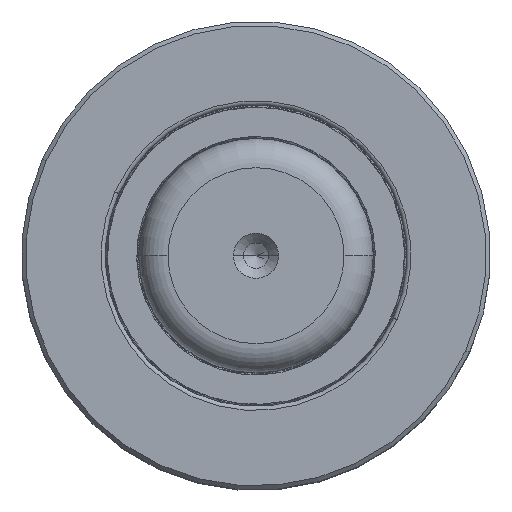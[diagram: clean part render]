
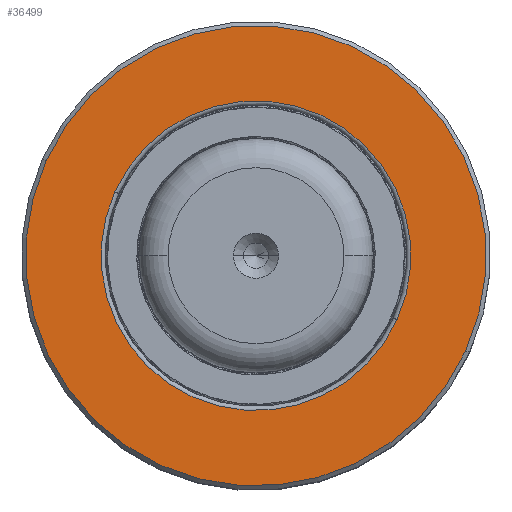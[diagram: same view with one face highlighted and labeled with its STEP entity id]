
A CAD part, top view. The second image highlights one B-rep face of the part: STEP entity #36499.
In plain terms, the highlighted face is planar.
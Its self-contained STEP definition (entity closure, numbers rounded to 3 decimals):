
#740 = CARTESIAN_POINT ( 'NONE',  ( 0., 33.687, 18.5 ) ) ;
#1232 = CIRCLE ( 'NONE', #44567, 18.5 ) ;
#1547 = DIRECTION ( 'NONE',  ( 0., -1., 0. ) ) ;
#1827 = ORIENTED_EDGE ( 'NONE', *, *, #6234, .T. ) ;
#2457 = ORIENTED_EDGE ( 'NONE', *, *, #41548, .F. ) ;
#6234 = EDGE_CURVE ( 'NONE', #42757, #23953, #22025, .T. ) ;
#6503 = VERTEX_POINT ( 'NONE', #44842 ) ;
#7111 = CARTESIAN_POINT ( 'NONE',  ( 0., 33.687, 0. ) ) ;
#8522 = EDGE_CURVE ( 'NONE', #6503, #46882, #20139, .T. ) ;
#8896 = DIRECTION ( 'NONE',  ( 0., 0., 1. ) ) ;
#9048 = AXIS2_PLACEMENT_3D ( 'NONE', #51163, #35180, #26616 ) ;
#9431 = EDGE_LOOP ( 'NONE', ( #1827, #32404 ) ) ;
#10484 = CARTESIAN_POINT ( 'NONE',  ( 0., 33.687, -18.5 ) ) ;
#11331 = CARTESIAN_POINT ( 'NONE',  ( 0., 33.687, 0. ) ) ;
#14397 = CARTESIAN_POINT ( 'NONE',  ( 0., 33.687, -27.5 ) ) ;
#17248 = CARTESIAN_POINT ( 'NONE',  ( 0., 33.687, 0. ) ) ;
#17601 = DIRECTION ( 'NONE',  ( 0., 0., -1. ) ) ;
#18087 = AXIS2_PLACEMENT_3D ( 'NONE', #37334, #33737, #8896 ) ;
#19480 = EDGE_CURVE ( 'NONE', #23953, #42757, #1232, .T. ) ;
#19761 = FACE_BOUND ( 'NONE', #9431, .T. ) ;
#20139 = CIRCLE ( 'NONE', #25161, 27.5 ) ;
#22025 = CIRCLE ( 'NONE', #9048, 18.5 ) ;
#23953 = VERTEX_POINT ( 'NONE', #740 ) ;
#25161 = AXIS2_PLACEMENT_3D ( 'NONE', #17248, #1547, #17601 ) ;
#26616 = DIRECTION ( 'NONE',  ( 0., 0., -1. ) ) ;
#27280 = DIRECTION ( 'NONE',  ( 0., 0., -1. ) ) ;
#27850 = DIRECTION ( 'NONE',  ( 0., -1., 0. ) ) ;
#28760 = PLANE ( 'NONE',  #18087 ) ;
#32404 = ORIENTED_EDGE ( 'NONE', *, *, #19480, .T. ) ;
#33737 = DIRECTION ( 'NONE',  ( 0., 1., 0. ) ) ;
#35180 = DIRECTION ( 'NONE',  ( 0., -1., 0. ) ) ;
#35724 = DIRECTION ( 'NONE',  ( 0., 0., -1. ) ) ;
#36499 = ADVANCED_FACE ( 'NONE', ( #19761, #40217 ), #28760, .T. ) ;
#37334 = CARTESIAN_POINT ( 'NONE',  ( 27.5, 33.687, 0. ) ) ;
#38796 = AXIS2_PLACEMENT_3D ( 'NONE', #11331, #48058, #27280 ) ;
#38825 = EDGE_LOOP ( 'NONE', ( #2457, #43092 ) ) ;
#40217 = FACE_OUTER_BOUND ( 'NONE', #38825, .T. ) ;
#41548 = EDGE_CURVE ( 'NONE', #46882, #6503, #47765, .T. ) ;
#42757 = VERTEX_POINT ( 'NONE', #10484 ) ;
#43092 = ORIENTED_EDGE ( 'NONE', *, *, #8522, .F. ) ;
#44567 = AXIS2_PLACEMENT_3D ( 'NONE', #7111, #27850, #35724 ) ;
#44842 = CARTESIAN_POINT ( 'NONE',  ( 0., 33.687, 27.5 ) ) ;
#46882 = VERTEX_POINT ( 'NONE', #14397 ) ;
#47765 = CIRCLE ( 'NONE', #38796, 27.5 ) ;
#48058 = DIRECTION ( 'NONE',  ( 0., -1., 0. ) ) ;
#51163 = CARTESIAN_POINT ( 'NONE',  ( 0., 33.687, 0. ) ) ;
